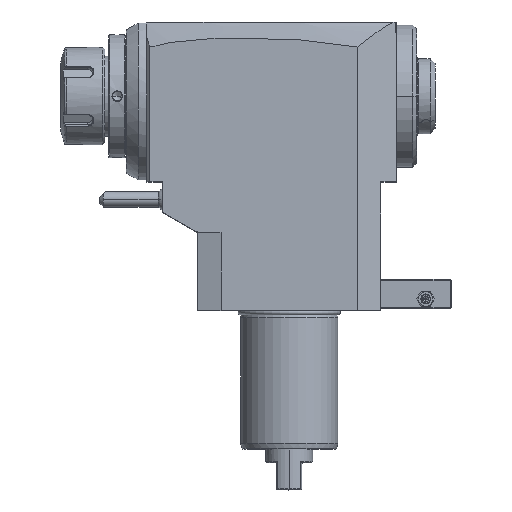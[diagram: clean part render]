
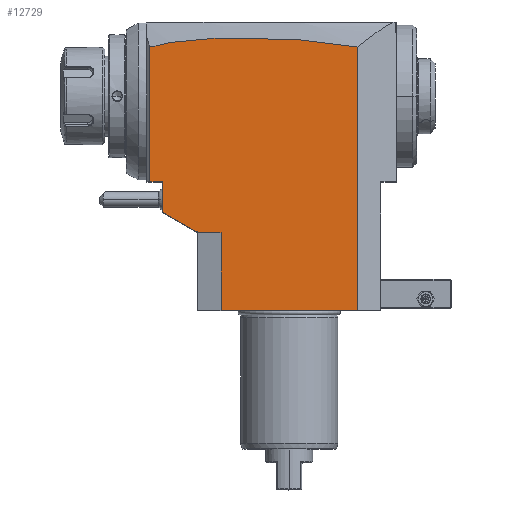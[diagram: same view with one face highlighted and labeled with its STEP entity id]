
A CAD part, top view. The second image highlights one B-rep face of the part: STEP entity #12729.
In plain terms, the highlighted planar face has unit normal (0, 0, 1).
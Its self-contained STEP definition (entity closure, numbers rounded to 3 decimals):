
#3197=DIRECTION('',(-1.,0.,0.));
#3198=VECTOR('',#3197,70.);
#3199=CARTESIAN_POINT('',(35.,0.,44.));
#3200=LINE('',#3199,#3198);
#3278=DIRECTION('',(1.,0.,0.));
#3279=VECTOR('',#3278,6.5);
#3280=CARTESIAN_POINT('',(-71.5,66.,44.));
#3281=LINE('',#3280,#3279);
#3286=DIRECTION('',(0.866,-0.5,0.));
#3287=VECTOR('',#3286,1.155);
#3288=CARTESIAN_POINT('',(-47.,40.577,44.));
#3289=LINE('',#3288,#3287);
#3290=DIRECTION('',(0.,1.,0.));
#3291=VECTOR('',#3290,0.577);
#3292=CARTESIAN_POINT('',(-47.,40.,44.));
#3293=LINE('',#3292,#3291);
#3294=DIRECTION('',(0.866,-0.5,0.));
#3295=VECTOR('',#3294,20.785);
#3296=CARTESIAN_POINT('',(-65.,50.392,44.));
#3297=LINE('',#3296,#3295);
#3298=DIRECTION('',(0.,-1.,0.));
#3299=VECTOR('',#3298,15.608);
#3300=CARTESIAN_POINT('',(-65.,66.,44.));
#3301=LINE('',#3300,#3299);
#3302=DIRECTION('',(0.,-1.,0.));
#3303=VECTOR('',#3302,69.054);
#3304=CARTESIAN_POINT('',(-71.5,135.054,44.));
#3305=LINE('',#3304,#3303);
#3306=CARTESIAN_POINT('',(35.,135.17,44.));
#3307=CARTESIAN_POINT('',(33.75,135.412,44.));
#3308=CARTESIAN_POINT('',(31.234,135.868,44.));
#3309=CARTESIAN_POINT('',(27.42,136.482,44.));
#3310=CARTESIAN_POINT('',(23.551,137.035,44.));
#3311=CARTESIAN_POINT('',(19.626,137.535,44.));
#3312=CARTESIAN_POINT('',(15.609,137.988,44.));
#3313=CARTESIAN_POINT('',(11.312,138.416,44.));
#3314=CARTESIAN_POINT('',(6.555,138.825,44.));
#3315=CARTESIAN_POINT('',(1.196,139.208,44.));
#3316=CARTESIAN_POINT('',(-4.438,139.526,44.));
#3317=CARTESIAN_POINT('',(-10.032,139.76,44.));
#3318=CARTESIAN_POINT('',(-15.578,139.913,44.));
#3319=CARTESIAN_POINT('',(-21.094,139.987,44.));
#3320=CARTESIAN_POINT('',(-26.536,139.98,44.));
#3321=CARTESIAN_POINT('',(-31.836,139.894,44.));
#3322=CARTESIAN_POINT('',(-36.794,139.737,44.));
#3323=CARTESIAN_POINT('',(-41.294,139.523,44.));
#3324=CARTESIAN_POINT('',(-45.249,139.275,44.));
#3325=CARTESIAN_POINT('',(-48.713,139.005,44.));
#3326=CARTESIAN_POINT('',(-51.773,138.72,44.));
#3327=CARTESIAN_POINT('',(-54.484,138.427,44.));
#3328=CARTESIAN_POINT('',(-56.901,138.129,44.));
#3329=CARTESIAN_POINT('',(-59.059,137.829,44.));
#3330=CARTESIAN_POINT('',(-60.967,137.533,44.));
#3331=CARTESIAN_POINT('',(-62.636,137.246,44.));
#3332=CARTESIAN_POINT('',(-64.113,136.969,44.));
#3333=CARTESIAN_POINT('',(-65.461,136.693,44.));
#3334=CARTESIAN_POINT('',(-66.736,136.409,44.));
#3335=CARTESIAN_POINT('',(-68.002,136.101,44.));
#3336=CARTESIAN_POINT('',(-69.236,135.77,44.));
#3337=CARTESIAN_POINT('',(-70.418,135.419,44.));
#3338=CARTESIAN_POINT('',(-71.148,135.177,44.));
#3339=CARTESIAN_POINT('',(-71.5,135.054,44.));
#3341=DIRECTION('',(0.,-1.,0.));
#3342=VECTOR('',#3341,135.17);
#3343=CARTESIAN_POINT('',(35.,135.17,44.));
#3344=LINE('',#3343,#3342);
#3385=DIRECTION('',(0.,-1.,0.));
#3386=VECTOR('',#3385,40.);
#3387=CARTESIAN_POINT('',(-35.,40.,44.));
#3388=LINE('',#3387,#3386);
#3401=DIRECTION('',(1.,0.,0.));
#3402=VECTOR('',#3401,11.);
#3403=CARTESIAN_POINT('',(-46.,40.,44.));
#3404=LINE('',#3403,#3402);
#9171=CARTESIAN_POINT('',(-71.5,66.,44.));
#9172=VERTEX_POINT('',#9171);
#9173=VERTEX_POINT('',#3306);
#9174=VERTEX_POINT('',#3339);
#9193=CARTESIAN_POINT('',(-46.,40.,44.));
#9194=CARTESIAN_POINT('',(-35.,40.,44.));
#9195=VERTEX_POINT('',#9193);
#9196=VERTEX_POINT('',#9194);
#9528=CARTESIAN_POINT('',(35.,0.,44.));
#9529=CARTESIAN_POINT('',(-35.,0.,44.));
#9530=VERTEX_POINT('',#9528);
#9531=VERTEX_POINT('',#9529);
#9556=CARTESIAN_POINT('',(-65.,50.392,44.));
#9557=CARTESIAN_POINT('',(-47.,40.,44.));
#9558=VERTEX_POINT('',#9556);
#9559=VERTEX_POINT('',#9557);
#9600=CARTESIAN_POINT('',(-47.,40.577,44.));
#9602=VERTEX_POINT('',#9600);
#9664=CARTESIAN_POINT('',(-65.,66.,44.));
#9665=VERTEX_POINT('',#9664);
#12703=CARTESIAN_POINT('',(-53.475,40.,44.));
#12704=DIRECTION('',(0.,0.,1.));
#12705=DIRECTION('',(1.,0.,0.));
#12706=AXIS2_PLACEMENT_3D('',#12703,#12704,#12705);
#12707=PLANE('',#12706);
#12709=ORIENTED_EDGE('',*,*,#12708,.F.);
#12711=ORIENTED_EDGE('',*,*,#12710,.F.);
#12713=ORIENTED_EDGE('',*,*,#12712,.F.);
#12714=ORIENTED_EDGE('',*,*,#12683,.F.);
#12715=ORIENTED_EDGE('',*,*,#12672,.F.);
#12717=ORIENTED_EDGE('',*,*,#12716,.F.);
#12719=ORIENTED_EDGE('',*,*,#12718,.F.);
#12721=ORIENTED_EDGE('',*,*,#12720,.T.);
#12722=ORIENTED_EDGE('',*,*,#12611,.T.);
#12724=ORIENTED_EDGE('',*,*,#12723,.F.);
#12726=ORIENTED_EDGE('',*,*,#12725,.F.);
#12727=EDGE_LOOP('',(#12709,#12711,#12713,#12714,#12715,#12717,#12719,#12721,
#12722,#12724,#12726));
#12728=FACE_OUTER_BOUND('',#12727,.F.);
#3340=B_SPLINE_CURVE_WITH_KNOTS('',3,(#3306,#3307,#3308,#3309,#3310,#3311,#3312,
#3313,#3314,#3315,#3316,#3317,#3318,#3319,#3320,#3321,#3322,#3323,#3324,#3325,
#3326,#3327,#3328,#3329,#3330,#3331,#3332,#3333,#3334,#3335,#3336,#3337,#3338,
#3339),.UNSPECIFIED.,.F.,.F.,(4,1,1,1,1,1,1,1,1,1,1,1,1,1,1,1,1,1,1,1,1,1,1,1,1,
1,1,1,1,1,1,4),(0.,0.032,0.065,0.097,
0.129,0.161,0.194,0.226,
0.258,0.29,0.323,0.355,
0.387,0.419,0.452,0.484,
0.516,0.548,0.581,0.613,
0.645,0.677,0.71,0.742,
0.774,0.806,0.839,0.871,
0.903,0.935,0.968,1.),.UNSPECIFIED.);
#12611=EDGE_CURVE('',#9530,#9531,#3200,.T.);
#12672=EDGE_CURVE('',#9172,#9665,#3281,.T.);
#12683=EDGE_CURVE('',#9665,#9558,#3301,.T.);
#12708=EDGE_CURVE('',#9602,#9195,#3289,.T.);
#12710=EDGE_CURVE('',#9559,#9602,#3293,.T.);
#12712=EDGE_CURVE('',#9558,#9559,#3297,.T.);
#12716=EDGE_CURVE('',#9174,#9172,#3305,.T.);
#12718=EDGE_CURVE('',#9173,#9174,#3340,.T.);
#12720=EDGE_CURVE('',#9173,#9530,#3344,.T.);
#12723=EDGE_CURVE('',#9196,#9531,#3388,.T.);
#12725=EDGE_CURVE('',#9195,#9196,#3404,.T.);
#12729=ADVANCED_FACE('',(#12728),#12707,.T.);
